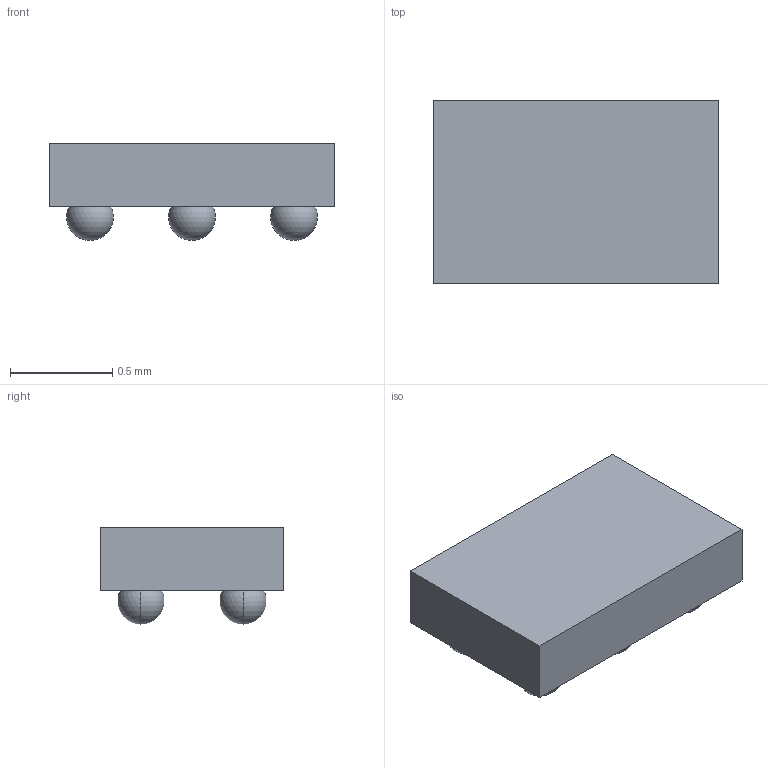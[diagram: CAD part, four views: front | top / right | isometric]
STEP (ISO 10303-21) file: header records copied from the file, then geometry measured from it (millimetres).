
FILE_DESCRIPTION((''),'2;1');
FILE_NAME('YZP_TI','2010-10-19T',('Simon'),(''),'PRO/ENGINEER BY PARAMETRIC TECHNOLOGY CORPORATION, 2008400','PRO/ENGINEER BY PARAMETRIC TECHNOLOGY CORPORATION, 2008400','');
FILE_SCHEMA(('AUTOMOTIVE_DESIGN_CC2 { 1 2 10303 214 -1 1 5 2 }'));
Length unit declared in the file: millimetre
Products named in the file (1): YZP_TI
Bounding box: 1.4 x 0.9 x 0.47 mm (x, y, z)
Volume: 0.4 mm3; surface area: 4.5 mm2
Topology: 1 solids, 1 shells, 18 faces, 54 edges, 38 vertices
Faces by surface type: sphere 12, plane 6
Entity records: 845 total; most frequent: DIRECTION 118, CARTESIAN_POINT 94, ORIENTED_EDGE 72, PRESENTATION_STYLE_ASSIGNMENT 57, STYLED_ITEM 51, CURVE_STYLE 50, AXIS2_PLACEMENT_3D 50, COLOUR_RGB 38
